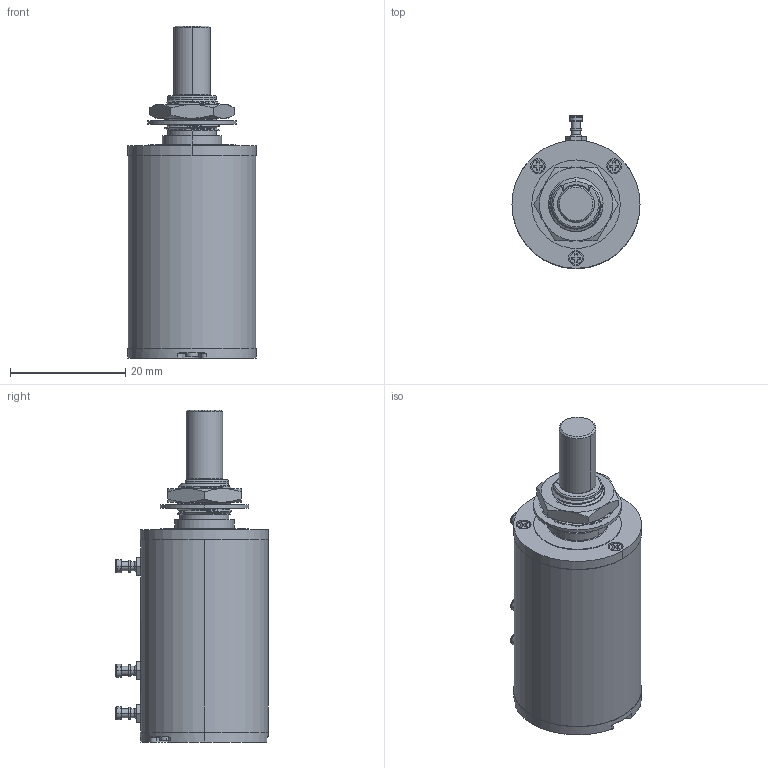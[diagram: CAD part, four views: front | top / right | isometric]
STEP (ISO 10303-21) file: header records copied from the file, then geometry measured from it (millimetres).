
FILE_DESCRIPTION((''),'2;1');
FILE_NAME('7216_SW0003','2015-09-22T',('bmozley'),(''),'CREO PARAMETRIC BY PTC INC, 2015080','CREO PARAMETRIC BY PTC INC, 2015080','');
FILE_SCHEMA(('CONFIG_CONTROL_DESIGN'));
Length unit declared in the file: inch
Products named in the file (1): 7216_SW0003
Bounding box: 22.23 x 26.55 x 57.61 mm (x, y, z)
Volume: 15248.8 mm3; surface area: 5225.9 mm2
Topology: 5 solids, 5 shells, 547 faces, 1460 edges, 934 vertices
Faces by surface type: cylinder 209, plane 199, bspline 73, torus 34, cone 32
Entity records: 28003 total; most frequent: CARTESIAN_POINT 14780, ORIENTED_EDGE 2920, DIRECTION 2498, EDGE_CURVE 1460, VERTEX_POINT 934, AXIS2_PLACEMENT_3D 901, VECTOR 696, LINE 696
